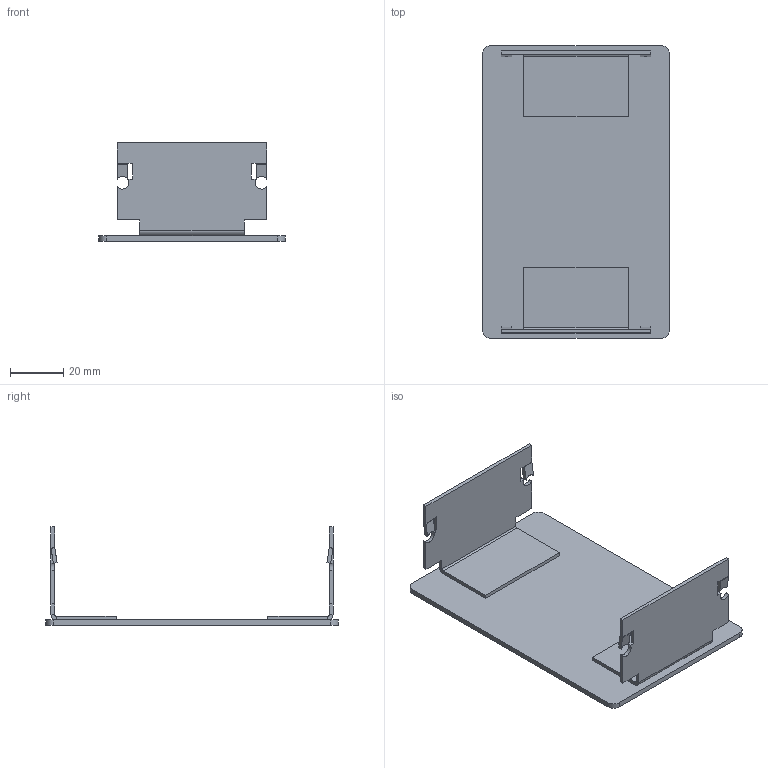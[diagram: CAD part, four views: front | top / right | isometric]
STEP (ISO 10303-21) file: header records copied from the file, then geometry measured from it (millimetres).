
FILE_DESCRIPTION (( 'STEP AP214' ), '1' );
FILE_NAME ('6279273.stp', '2016-06-20T11:14:46', ( '' ), ( '' ), 'SwSTEP 2.0', 'SolidWorks 2014', '' );
FILE_SCHEMA (( 'AUTOMOTIVE_DESIGN' ));
Length unit declared in the file: millimetre
Products named in the file (4): 6279273; 027659T1_Standard; 027659_Standard; 027679_T = 70
Assembly tree (4 placements, depth 3):
  6279273
    027659_Standard
      027659T1_Standard
    027679_T = 70  x2
Bounding box: 70 x 110 x 37 mm (x, y, z)
Volume: 22940.5 mm3; surface area: 27667.3 mm2
Topology: 3 solids, 3 shells, 110 faces, 264 edges, 160 vertices
Faces by surface type: plane 82, cylinder 28
Entity records: 1852 total; most frequent: DIRECTION 312, CARTESIAN_POINT 300, ORIENTED_EDGE 288, EDGE_CURVE 144, LINE 112, VECTOR 112, AXIS2_PLACEMENT_3D 100, VERTEX_POINT 88
